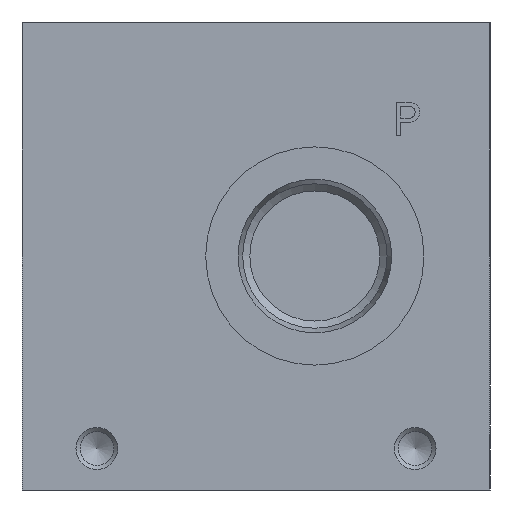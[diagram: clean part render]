
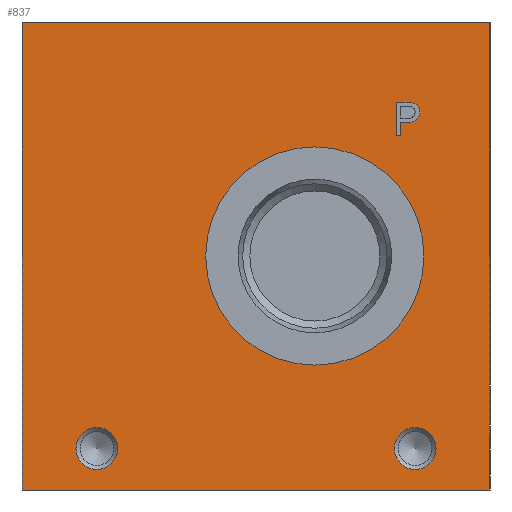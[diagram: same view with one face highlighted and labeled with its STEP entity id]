
A CAD part, left-side view. The second image highlights one B-rep face of the part: STEP entity #837.
In plain terms, the highlighted planar face has unit normal (-1, 0, 0).
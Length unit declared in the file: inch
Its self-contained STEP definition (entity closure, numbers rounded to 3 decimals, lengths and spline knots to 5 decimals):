
#837 = ADVANCED_FACE( '', ( #1826, #1827, #1828, #1829, #1830 ), #1831, .F. );
#1826 = FACE_BOUND( '', #2912, .T. );
#1827 = FACE_BOUND( '', #2913, .T. );
#1828 = FACE_BOUND( '', #2914, .T. );
#1829 = FACE_BOUND( '', #2915, .T. );
#1830 = FACE_OUTER_BOUND( '', #2916, .T. );
#1831 = PLANE( '', #2917 );
#2912 = EDGE_LOOP( '', ( #5111, #5112, #5113, #5114, #5115, #5116 ) );
#2913 = EDGE_LOOP( '', ( #5117 ) );
#2914 = EDGE_LOOP( '', ( #5118 ) );
#2915 = EDGE_LOOP( '', ( #5119 ) );
#2916 = EDGE_LOOP( '', ( #5120, #5121, #5122, #5123 ) );
#2917 = AXIS2_PLACEMENT_3D( '', #5124, #5125, #5126 );
#5111 = ORIENTED_EDGE( '', *, *, #6401, .F. );
#5112 = ORIENTED_EDGE( '', *, *, #6707, .F. );
#5113 = ORIENTED_EDGE( '', *, *, #6655, .F. );
#5114 = ORIENTED_EDGE( '', *, *, #5868, .F. );
#5115 = ORIENTED_EDGE( '', *, *, #6068, .F. );
#5116 = ORIENTED_EDGE( '', *, *, #6708, .F. );
#5117 = ORIENTED_EDGE( '', *, *, #6221, .T. );
#5118 = ORIENTED_EDGE( '', *, *, #6271, .T. );
#5119 = ORIENTED_EDGE( '', *, *, #6444, .T. );
#5120 = ORIENTED_EDGE( '', *, *, #6366, .F. );
#5121 = ORIENTED_EDGE( '', *, *, #6149, .F. );
#5122 = ORIENTED_EDGE( '', *, *, #6709, .F. );
#5123 = ORIENTED_EDGE( '', *, *, #6294, .F. );
#5124 = CARTESIAN_POINT( '', ( 0., 0., 0. ) );
#5125 = DIRECTION( '', ( 1., 0., 0. ) );
#5126 = DIRECTION( '', ( 0., 0., -1. ) );
#5868 = EDGE_CURVE( '', #6926, #6927, #6928, .T. );
#6068 = EDGE_CURVE( '', #7265, #6926, #7266, .T. );
#6149 = EDGE_CURVE( '', #7401, #7402, #7403, .T. );
#6221 = EDGE_CURVE( '', #7517, #7517, #7518, .T. );
#6271 = EDGE_CURVE( '', #7589, #7589, #7590, .T. );
#6294 = EDGE_CURVE( '', #7628, #7629, #7630, .T. );
#6366 = EDGE_CURVE( '', #7402, #7628, #7733, .T. );
#6401 = EDGE_CURVE( '', #7776, #7777, #7778, .T. );
#6444 = EDGE_CURVE( '', #7838, #7838, #7839, .T. );
#6655 = EDGE_CURVE( '', #6927, #8136, #8137, .T. );
#6707 = EDGE_CURVE( '', #8136, #7776, #8200, .T. );
#6708 = EDGE_CURVE( '', #7777, #7265, #8201, .T. );
#6709 = EDGE_CURVE( '', #7629, #7401, #8202, .T. );
#6926 = VERTEX_POINT( '', #8454 );
#6927 = VERTEX_POINT( '', #8455 );
#6928 = LINE( '', #8456, #8457 );
#7265 = VERTEX_POINT( '', #8911 );
#7266 = CIRCLE( '', #8912, 0.07363 );
#7401 = VERTEX_POINT( '', #9099 );
#7402 = VERTEX_POINT( '', #9100 );
#7403 = LINE( '', #9101, #9102 );
#7517 = VERTEX_POINT( '', #9260 );
#7518 = CIRCLE( '', #9261, 0.15625 );
#7589 = VERTEX_POINT( '', #9348 );
#7590 = CIRCLE( '', #9349, 0.15625 );
#7628 = VERTEX_POINT( '', #9390 );
#7629 = VERTEX_POINT( '', #9391 );
#7630 = LINE( '', #9392, #9393 );
#7733 = LINE( '', #9521, #9522 );
#7776 = VERTEX_POINT( '', #9578 );
#7777 = VERTEX_POINT( '', #9579 );
#7778 = LINE( '', #9580, #9581 );
#7838 = VERTEX_POINT( '', #9662 );
#7839 = CIRCLE( '', #9663, 0.816 );
#8136 = VERTEX_POINT( '', #10060 );
#8137 = LINE( '', #10061, #10062 );
#8200 = LINE( '', #10150, #10151 );
#8201 = LINE( '', #10152, #10153 );
#8202 = LINE( '', #10154, #10155 );
#8454 = CARTESIAN_POINT( '', ( 0., 0.59594, 2.89887 ) );
#8455 = CARTESIAN_POINT( '', ( 0., 0.7, 2.89887 ) );
#8456 = CARTESIAN_POINT( '', ( 0., 0.59594, 2.89887 ) );
#8457 = VECTOR( '', #10377, 39.37008 );
#8911 = CARTESIAN_POINT( '', ( 0., 0.59214, 2.75203 ) );
#8912 = AXIS2_PLACEMENT_3D( '', #10600, #10601, #10602 );
#9099 = CARTESIAN_POINT( '', ( 0., 0., 0. ) );
#9100 = CARTESIAN_POINT( '', ( 0., 3.5, 0. ) );
#9101 = CARTESIAN_POINT( '', ( 0., 0., 0. ) );
#9102 = VECTOR( '', #10685, 39.37008 );
#9260 = CARTESIAN_POINT( '', ( 0., 0.56, 0.15375 ) );
#9261 = AXIS2_PLACEMENT_3D( '', #10769, #10770, #10771 );
#9348 = CARTESIAN_POINT( '', ( 0., 2.94, 0.15375 ) );
#9349 = AXIS2_PLACEMENT_3D( '', #10833, #10834, #10835 );
#9390 = CARTESIAN_POINT( '', ( 0., 3.5, 3.5 ) );
#9391 = CARTESIAN_POINT( '', ( 0., 0., 3.5 ) );
#9392 = CARTESIAN_POINT( '', ( 0., 3.5, 3.5 ) );
#9393 = VECTOR( '', #10881, 39.37008 );
#9521 = CARTESIAN_POINT( '', ( 0., 3.5, 0. ) );
#9522 = VECTOR( '', #10973, 39.37008 );
#9578 = CARTESIAN_POINT( '', ( 0., 0.66709, 2.65152 ) );
#9579 = CARTESIAN_POINT( '', ( 0., 0.66709, 2.75178 ) );
#9580 = CARTESIAN_POINT( '', ( 0., 0.66709, 2.65152 ) );
#9581 = VECTOR( '', #11002, 39.37008 );
#9662 = CARTESIAN_POINT( '', ( 0., 1.31, 0.934 ) );
#9663 = AXIS2_PLACEMENT_3D( '', #11051, #11052, #11053 );
#10060 = CARTESIAN_POINT( '', ( 0., 0.7, 2.65152 ) );
#10061 = CARTESIAN_POINT( '', ( 0., 0.7, 2.89887 ) );
#10062 = VECTOR( '', #11277, 39.37008 );
#10150 = CARTESIAN_POINT( '', ( 0., 0.7, 2.65152 ) );
#10151 = VECTOR( '', #11312, 39.37008 );
#10152 = CARTESIAN_POINT( '', ( 0., 0.66709, 2.75178 ) );
#10153 = VECTOR( '', #11313, 39.37008 );
#10154 = CARTESIAN_POINT( '', ( 0., 0., 3.5 ) );
#10155 = VECTOR( '', #11314, 39.37008 );
#10377 = DIRECTION( '', ( 0., 1., 0. ) );
#10600 = CARTESIAN_POINT( '', ( 0., 0.59921, 2.82532 ) );
#10601 = DIRECTION( '', ( -1., 0., 0. ) );
#10602 = DIRECTION( '', ( 0., 0., 1. ) );
#10685 = DIRECTION( '', ( 0., 1., 0. ) );
#10769 = CARTESIAN_POINT( '', ( 0., 0.56, 0.31 ) );
#10770 = DIRECTION( '', ( 1., 0., 0. ) );
#10771 = DIRECTION( '', ( 0., 0., -1. ) );
#10833 = CARTESIAN_POINT( '', ( 0., 2.94, 0.31 ) );
#10834 = DIRECTION( '', ( 1., 0., 0. ) );
#10835 = DIRECTION( '', ( 0., 0., -1. ) );
#10881 = DIRECTION( '', ( 0., -1., 0. ) );
#10973 = DIRECTION( '', ( 0., 0., 1. ) );
#11002 = DIRECTION( '', ( 0., 0., 1. ) );
#11051 = CARTESIAN_POINT( '', ( 0., 1.31, 1.75 ) );
#11052 = DIRECTION( '', ( 1., 0., 0. ) );
#11053 = DIRECTION( '', ( 0., 0., -1. ) );
#11277 = DIRECTION( '', ( 0., 0., -1. ) );
#11312 = DIRECTION( '', ( 0., -1., 0. ) );
#11313 = DIRECTION( '', ( 0., -1., 0.003 ) );
#11314 = DIRECTION( '', ( 0., 0., -1. ) );
